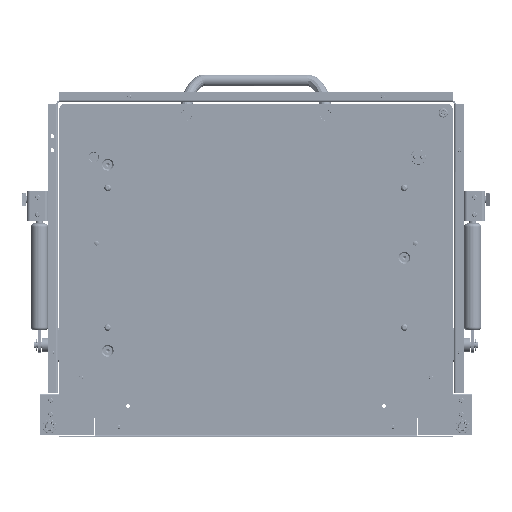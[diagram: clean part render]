
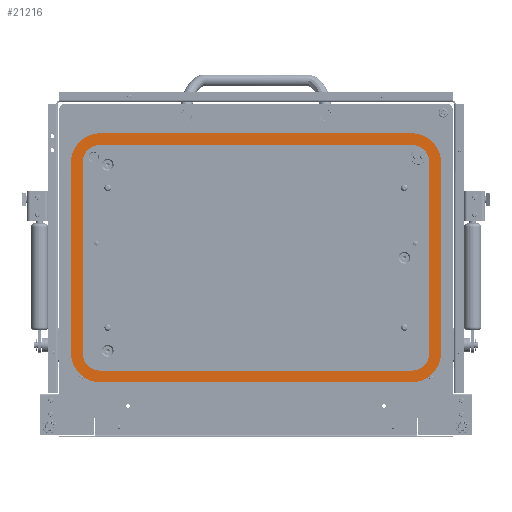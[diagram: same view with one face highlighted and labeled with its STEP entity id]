
A CAD part, front view. The second image highlights one B-rep face of the part: STEP entity #21216.
In plain terms, the highlighted planar face has unit normal (0, -1, 0).
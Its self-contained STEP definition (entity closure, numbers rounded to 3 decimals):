
#1866 = AXIS2_PLACEMENT_3D ( 'NONE', #32890, #37752, #42927 ) ;
#3330 = CARTESIAN_POINT ( 'NONE',  ( -159., 0., -82. ) ) ;
#3478 = VERTEX_POINT ( 'NONE', #26652 ) ;
#4596 = CARTESIAN_POINT ( 'NONE',  ( 134., 0., 97. ) ) ;
#4680 = AXIS2_PLACEMENT_3D ( 'NONE', #65884, #18490, #55502 ) ;
#4765 = CIRCLE ( 'NONE', #36864, 25. ) ;
#4893 = CARTESIAN_POINT ( 'NONE',  ( 134., 0., 82. ) ) ;
#5230 = CARTESIAN_POINT ( 'NONE',  ( -149., 0., -82. ) ) ;
#5861 = VERTEX_POINT ( 'NONE', #49777 ) ;
#6356 = DIRECTION ( 'NONE',  ( 0., 0., -1. ) ) ;
#6686 = LINE ( 'NONE', #37873, #46199 ) ;
#7495 = ORIENTED_EDGE ( 'NONE', *, *, #46658, .F. ) ;
#8017 = CIRCLE ( 'NONE', #4680, 25. ) ;
#9811 = DIRECTION ( 'NONE',  ( 1., 0., 0. ) ) ;
#9956 = ORIENTED_EDGE ( 'NONE', *, *, #59917, .T. ) ;
#10353 = EDGE_CURVE ( 'NONE', #46880, #3478, #64750, .T. ) ;
#10395 = AXIS2_PLACEMENT_3D ( 'NONE', #25781, #56616, #19921 ) ;
#11183 = LINE ( 'NONE', #4596, #52278 ) ;
#11345 = VECTOR ( 'NONE', #22109, 1000. ) ;
#12063 = ORIENTED_EDGE ( 'NONE', *, *, #14006, .F. ) ;
#12279 = ORIENTED_EDGE ( 'NONE', *, *, #46995, .F. ) ;
#13338 = DIRECTION ( 'NONE',  ( 0., 1., 0. ) ) ;
#13619 = EDGE_CURVE ( 'NONE', #28990, #27310, #6686, .T. ) ;
#14006 = EDGE_CURVE ( 'NONE', #41808, #32059, #40187, .T. ) ;
#14130 = ORIENTED_EDGE ( 'NONE', *, *, #66713, .T. ) ;
#15538 = ORIENTED_EDGE ( 'NONE', *, *, #20301, .T. ) ;
#16163 = DIRECTION ( 'NONE',  ( 0., 0., 1. ) ) ;
#17329 = VERTEX_POINT ( 'NONE', #21700 ) ;
#17808 = CARTESIAN_POINT ( 'NONE',  ( 149., 0., -82. ) ) ;
#18490 = DIRECTION ( 'NONE',  ( 0., 1., 0. ) ) ;
#18742 = CARTESIAN_POINT ( 'NONE',  ( 159., 0., -82. ) ) ;
#19052 = LINE ( 'NONE', #29760, #27411 ) ;
#19768 = DIRECTION ( 'NONE',  ( 0., 0., 1. ) ) ;
#19921 = DIRECTION ( 'NONE',  ( 0., 0., 1. ) ) ;
#20110 = EDGE_LOOP ( 'NONE', ( #43768, #12279, #26219, #12063, #7495, #40453, #36626, #53634 ) ) ;
#20192 = CIRCLE ( 'NONE', #54513, 15. ) ;
#20301 = EDGE_CURVE ( 'NONE', #5861, #40054, #11183, .T. ) ;
#21216 = ADVANCED_FACE ( 'NONE', ( #46895, #26107 ), #41010, .F. ) ;
#21302 = CARTESIAN_POINT ( 'NONE',  ( 134., 0., -82. ) ) ;
#21674 = AXIS2_PLACEMENT_3D ( 'NONE', #21302, #53788, #32015 ) ;
#21700 = CARTESIAN_POINT ( 'NONE',  ( 134., 0., 107. ) ) ;
#22109 = DIRECTION ( 'NONE',  ( 1., 0., 0. ) ) ;
#22581 = LINE ( 'NONE', #61631, #33986 ) ;
#22761 = CARTESIAN_POINT ( 'NONE',  ( -134., 0., 82. ) ) ;
#22959 = DIRECTION ( 'NONE',  ( 0., 1., 0. ) ) ;
#23368 = VERTEX_POINT ( 'NONE', #52463 ) ;
#23649 = CARTESIAN_POINT ( 'NONE',  ( -134., 0., 107. ) ) ;
#25448 = VERTEX_POINT ( 'NONE', #23649 ) ;
#25781 = CARTESIAN_POINT ( 'NONE',  ( -134., 0., -82. ) ) ;
#26107 = FACE_BOUND ( 'NONE', #52286, .T. ) ;
#26219 = ORIENTED_EDGE ( 'NONE', *, *, #67791, .F. ) ;
#26236 = CIRCLE ( 'NONE', #26285, 25. ) ;
#26285 = AXIS2_PLACEMENT_3D ( 'NONE', #52832, #41774, #16163 ) ;
#26631 = CARTESIAN_POINT ( 'NONE',  ( -134., 0., -97. ) ) ;
#26652 = CARTESIAN_POINT ( 'NONE',  ( 134., 0., -97. ) ) ;
#27310 = VERTEX_POINT ( 'NONE', #67662 ) ;
#27411 = VECTOR ( 'NONE', #51530, 1000. ) ;
#27799 = DIRECTION ( 'NONE',  ( 0., 0., 1. ) ) ;
#28990 = VERTEX_POINT ( 'NONE', #3330 ) ;
#29088 = EDGE_CURVE ( 'NONE', #3478, #53916, #42752, .T. ) ;
#29760 = CARTESIAN_POINT ( 'NONE',  ( 134., 0., -107. ) ) ;
#31083 = CIRCLE ( 'NONE', #57620, 15. ) ;
#31558 = DIRECTION ( 'NONE',  ( 0., 1., 0. ) ) ;
#32015 = DIRECTION ( 'NONE',  ( 0., 0., -1. ) ) ;
#32022 = CIRCLE ( 'NONE', #37611, 15. ) ;
#32059 = VERTEX_POINT ( 'NONE', #49760 ) ;
#32506 = LINE ( 'NONE', #37345, #11345 ) ;
#32791 = DIRECTION ( 'NONE',  ( 0., 0., -1. ) ) ;
#32890 = CARTESIAN_POINT ( 'NONE',  ( 134., 0., 82. ) ) ;
#33231 = CARTESIAN_POINT ( 'NONE',  ( 149., 0., -82. ) ) ;
#33986 = VECTOR ( 'NONE', #19768, 1000. ) ;
#34710 = ORIENTED_EDGE ( 'NONE', *, *, #10353, .T. ) ;
#35118 = EDGE_CURVE ( 'NONE', #57902, #54423, #22581, .T. ) ;
#35740 = CARTESIAN_POINT ( 'NONE',  ( 134., 0., 97. ) ) ;
#36233 = CARTESIAN_POINT ( 'NONE',  ( -134., 0., -107. ) ) ;
#36626 = ORIENTED_EDGE ( 'NONE', *, *, #54564, .F. ) ;
#36864 = AXIS2_PLACEMENT_3D ( 'NONE', #22761, #43846, #32791 ) ;
#37345 = CARTESIAN_POINT ( 'NONE',  ( 134., 0., 107. ) ) ;
#37544 = ORIENTED_EDGE ( 'NONE', *, *, #64815, .T. ) ;
#37611 = AXIS2_PLACEMENT_3D ( 'NONE', #4893, #31558, #41604 ) ;
#37752 = DIRECTION ( 'NONE',  ( 0., 1., 0. ) ) ;
#37873 = CARTESIAN_POINT ( 'NONE',  ( -159., 0., -82. ) ) ;
#38961 = DIRECTION ( 'NONE',  ( 0., 0., 1. ) ) ;
#40054 = VERTEX_POINT ( 'NONE', #35740 ) ;
#40187 = LINE ( 'NONE', #18742, #61673 ) ;
#40453 = ORIENTED_EDGE ( 'NONE', *, *, #42614, .F. ) ;
#41010 = PLANE ( 'NONE',  #10395 ) ;
#41143 = ORIENTED_EDGE ( 'NONE', *, *, #35118, .T. ) ;
#41604 = DIRECTION ( 'NONE',  ( 0., 0., 1. ) ) ;
#41768 = VERTEX_POINT ( 'NONE', #43106 ) ;
#41774 = DIRECTION ( 'NONE',  ( 0., 1., 0. ) ) ;
#41808 = VERTEX_POINT ( 'NONE', #42766 ) ;
#42614 = EDGE_CURVE ( 'NONE', #25448, #17329, #32506, .T. ) ;
#42752 = LINE ( 'NONE', #58681, #57249 ) ;
#42766 = CARTESIAN_POINT ( 'NONE',  ( 159., 0., 82. ) ) ;
#42927 = DIRECTION ( 'NONE',  ( 0., 0., 1. ) ) ;
#43106 = CARTESIAN_POINT ( 'NONE',  ( 149., 0., 82. ) ) ;
#43768 = ORIENTED_EDGE ( 'NONE', *, *, #59102, .F. ) ;
#43846 = DIRECTION ( 'NONE',  ( 0., 1., 0. ) ) ;
#46199 = VECTOR ( 'NONE', #27799, 1000. ) ;
#46655 = ORIENTED_EDGE ( 'NONE', *, *, #49383, .T. ) ;
#46658 = EDGE_CURVE ( 'NONE', #17329, #41808, #60509, .T. ) ;
#46880 = VERTEX_POINT ( 'NONE', #33231 ) ;
#46895 = FACE_OUTER_BOUND ( 'NONE', #20110, .T. ) ;
#46995 = EDGE_CURVE ( 'NONE', #23368, #48440, #19052, .T. ) ;
#48440 = VERTEX_POINT ( 'NONE', #36233 ) ;
#49383 = EDGE_CURVE ( 'NONE', #40054, #41768, #32022, .T. ) ;
#49760 = CARTESIAN_POINT ( 'NONE',  ( 159., 0., -82. ) ) ;
#49777 = CARTESIAN_POINT ( 'NONE',  ( -134., 0., 97. ) ) ;
#49863 = DIRECTION ( 'NONE',  ( 0., 0., -1. ) ) ;
#51530 = DIRECTION ( 'NONE',  ( -1., 0., 0. ) ) ;
#51732 = VECTOR ( 'NONE', #6356, 1000. ) ;
#52278 = VECTOR ( 'NONE', #9811, 1000. ) ;
#52286 = EDGE_LOOP ( 'NONE', ( #34710, #64038, #37544, #41143, #14130, #15538, #46655, #9956 ) ) ;
#52463 = CARTESIAN_POINT ( 'NONE',  ( 134., 0., -107. ) ) ;
#52832 = CARTESIAN_POINT ( 'NONE',  ( -134., 0., -82. ) ) ;
#53492 = DIRECTION ( 'NONE',  ( -1., 0., 0. ) ) ;
#53634 = ORIENTED_EDGE ( 'NONE', *, *, #13619, .F. ) ;
#53788 = DIRECTION ( 'NONE',  ( 0., 1., 0. ) ) ;
#53916 = VERTEX_POINT ( 'NONE', #26631 ) ;
#54423 = VERTEX_POINT ( 'NONE', #58906 ) ;
#54513 = AXIS2_PLACEMENT_3D ( 'NONE', #59652, #22959, #60340 ) ;
#54564 = EDGE_CURVE ( 'NONE', #27310, #25448, #4765, .T. ) ;
#54869 = CARTESIAN_POINT ( 'NONE',  ( -134., 0., -82. ) ) ;
#55502 = DIRECTION ( 'NONE',  ( 0., 0., -1. ) ) ;
#56616 = DIRECTION ( 'NONE',  ( 0., 1., 0. ) ) ;
#57249 = VECTOR ( 'NONE', #53492, 1000. ) ;
#57620 = AXIS2_PLACEMENT_3D ( 'NONE', #54869, #13338, #38961 ) ;
#57902 = VERTEX_POINT ( 'NONE', #5230 ) ;
#58681 = CARTESIAN_POINT ( 'NONE',  ( 134., 0., -97. ) ) ;
#58906 = CARTESIAN_POINT ( 'NONE',  ( -149., 0., 82. ) ) ;
#59102 = EDGE_CURVE ( 'NONE', #48440, #28990, #26236, .T. ) ;
#59652 = CARTESIAN_POINT ( 'NONE',  ( -134., 0., 82. ) ) ;
#59917 = EDGE_CURVE ( 'NONE', #41768, #46880, #64855, .T. ) ;
#60340 = DIRECTION ( 'NONE',  ( 0., 0., -1. ) ) ;
#60509 = CIRCLE ( 'NONE', #1866, 25. ) ;
#61631 = CARTESIAN_POINT ( 'NONE',  ( -149., 0., -82. ) ) ;
#61673 = VECTOR ( 'NONE', #49863, 1000. ) ;
#64038 = ORIENTED_EDGE ( 'NONE', *, *, #29088, .T. ) ;
#64750 = CIRCLE ( 'NONE', #21674, 15. ) ;
#64815 = EDGE_CURVE ( 'NONE', #53916, #57902, #31083, .T. ) ;
#64855 = LINE ( 'NONE', #17808, #51732 ) ;
#65884 = CARTESIAN_POINT ( 'NONE',  ( 134., 0., -82. ) ) ;
#66713 = EDGE_CURVE ( 'NONE', #54423, #5861, #20192, .T. ) ;
#67662 = CARTESIAN_POINT ( 'NONE',  ( -159., 0., 82. ) ) ;
#67791 = EDGE_CURVE ( 'NONE', #32059, #23368, #8017, .T. ) ;
